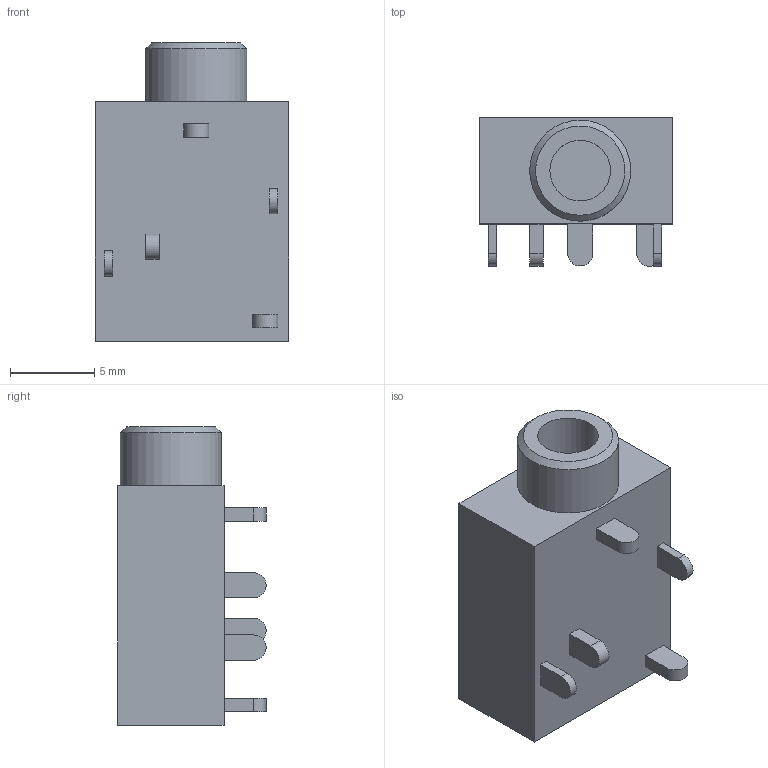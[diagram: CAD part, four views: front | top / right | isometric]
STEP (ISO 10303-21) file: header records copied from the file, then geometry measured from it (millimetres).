
FILE_DESCRIPTION(('FreeCAD Model'),'2;1');
FILE_NAME('Open CASCADE Shape Model','2023-11-24T21:54:40',( 'kicad StepUp'),('ksu MCAD'),'Open CASCADE STEP processor 7.6', 'FreeCAD','Unknown');
FILE_SCHEMA(('AUTOMOTIVE_DESIGN_CC2 { 1 2 10303 214 -1 1 5 4 }'));
Length unit declared in the file: millimetre
Products named in the file (1): Stereo Jack 3.5mmmm
Bounding box: 11.5 x 8.8 x 17.7 mm (x, y, z)
Volume: 1102.9 mm3; surface area: 812.1 mm2
Topology: 6 solids, 6 shells, 41 faces, 80 edges, 53 vertices
Faces by surface type: plane 33, cylinder 7, cone 1
Full cylindrical faces by diameter (mm): 3.6 x1, 6 x1
Entity records: 1098 total; most frequent: DIRECTION 179, CARTESIAN_POINT 175, ORIENTED_EDGE 160, EDGE_CURVE 80, LINE 65, VECTOR 65, AXIS2_PLACEMENT_3D 57, VERTEX_POINT 53
